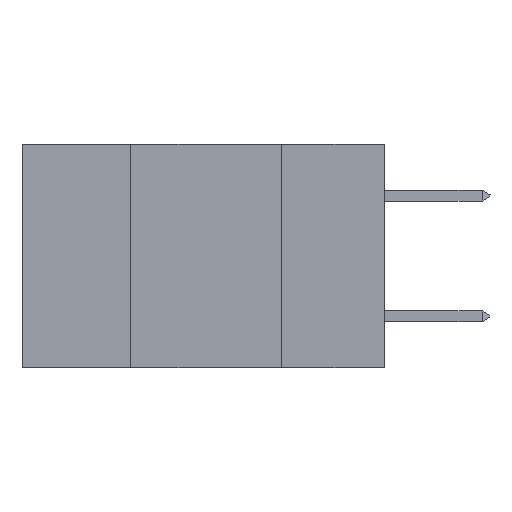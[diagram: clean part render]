
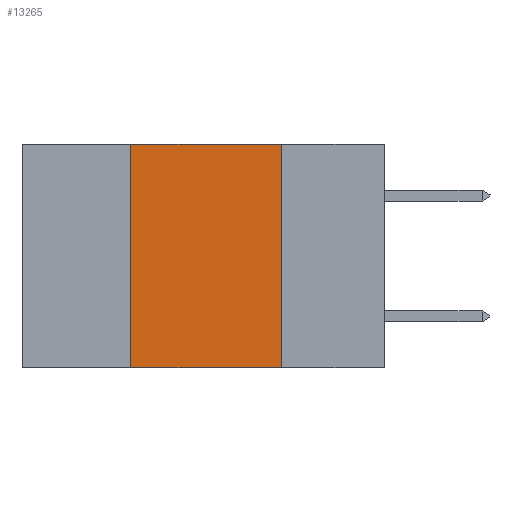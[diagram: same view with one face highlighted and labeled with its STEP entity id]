
A CAD part, left-side view. The second image highlights one B-rep face of the part: STEP entity #13265.
In plain terms, the highlighted planar face has unit normal (-1, 0, 0).
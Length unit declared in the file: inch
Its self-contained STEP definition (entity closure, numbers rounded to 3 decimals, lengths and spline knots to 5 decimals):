
#970 = DIRECTION ( 'NONE',  ( 0., -1., 0. ) ) ;
#1502 = VERTEX_POINT ( 'NONE', #3145 ) ;
#1974 = VERTEX_POINT ( 'NONE', #17582 ) ;
#2908 = ORIENTED_EDGE ( 'NONE', *, *, #8343, .T. ) ;
#3145 = CARTESIAN_POINT ( 'NONE',  ( 0., 0.17, 0. ) ) ;
#3195 = FACE_OUTER_BOUND ( 'NONE', #18902, .T. ) ;
#3443 = ORIENTED_EDGE ( 'NONE', *, *, #15531, .F. ) ;
#5453 = VECTOR ( 'NONE', #15088, 39.37008 ) ;
#5500 = DIRECTION ( 'NONE',  ( 0., -1., 0. ) ) ;
#5821 = CARTESIAN_POINT ( 'NONE',  ( 0., 0.42, 0. ) ) ;
#6362 = AXIS2_PLACEMENT_3D ( 'NONE', #14658, #15028, #20326 ) ;
#6421 = LINE ( 'NONE', #16957, #10265 ) ;
#6849 = EDGE_CURVE ( 'NONE', #1502, #13658, #11599, .T. ) ;
#8343 = EDGE_CURVE ( 'NONE', #14918, #13658, #6421, .T. ) ;
#8508 = VECTOR ( 'NONE', #19883, 39.37008 ) ;
#10265 = VECTOR ( 'NONE', #5500, 39.37008 ) ;
#10587 = CARTESIAN_POINT ( 'NONE',  ( 0., 0.17, -0.37 ) ) ;
#11142 = ORIENTED_EDGE ( 'NONE', *, *, #14233, .F. ) ;
#11599 = LINE ( 'NONE', #21440, #8508 ) ;
#12505 = ORIENTED_EDGE ( 'NONE', *, *, #6849, .F. ) ;
#12943 = PLANE ( 'NONE',  #6362 ) ;
#13265 = ADVANCED_FACE ( 'NONE', ( #3195 ), #12943, .F. ) ;
#13658 = VERTEX_POINT ( 'NONE', #10587 ) ;
#14233 = EDGE_CURVE ( 'NONE', #1974, #1502, #14576, .T. ) ;
#14576 = LINE ( 'NONE', #15560, #15096 ) ;
#14658 = CARTESIAN_POINT ( 'NONE',  ( 0., 0.6, 0. ) ) ;
#14786 = LINE ( 'NONE', #5821, #5453 ) ;
#14918 = VERTEX_POINT ( 'NONE', #20761 ) ;
#15028 = DIRECTION ( 'NONE',  ( 1., 0., 0. ) ) ;
#15088 = DIRECTION ( 'NONE',  ( 0., 0., 1. ) ) ;
#15096 = VECTOR ( 'NONE', #970, 39.37008 ) ;
#15531 = EDGE_CURVE ( 'NONE', #14918, #1974, #14786, .T. ) ;
#15560 = CARTESIAN_POINT ( 'NONE',  ( 0., 0.6, 0. ) ) ;
#16957 = CARTESIAN_POINT ( 'NONE',  ( 0., 0.6, -0.37 ) ) ;
#17582 = CARTESIAN_POINT ( 'NONE',  ( 0., 0.42, 0. ) ) ;
#18902 = EDGE_LOOP ( 'NONE', ( #12505, #11142, #3443, #2908 ) ) ;
#19883 = DIRECTION ( 'NONE',  ( 0., 0., -1. ) ) ;
#20326 = DIRECTION ( 'NONE',  ( 0., 0., -1. ) ) ;
#20761 = CARTESIAN_POINT ( 'NONE',  ( 0., 0.42, -0.37 ) ) ;
#21440 = CARTESIAN_POINT ( 'NONE',  ( 0., 0.17, 0. ) ) ;
